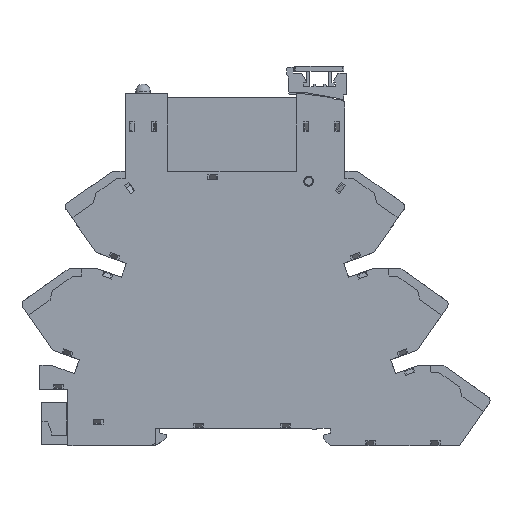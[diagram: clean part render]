
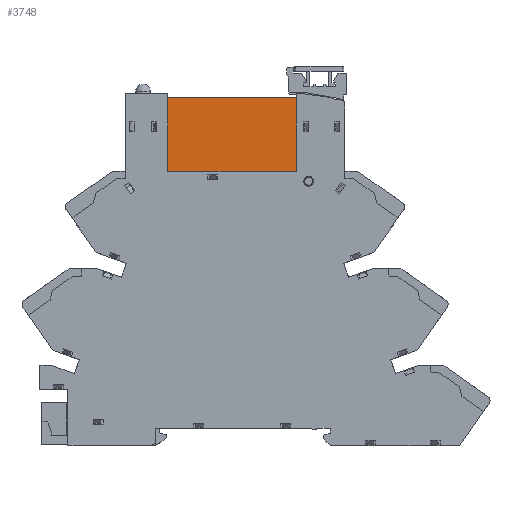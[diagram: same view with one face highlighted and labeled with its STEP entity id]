
A CAD part, top view. The second image highlights one B-rep face of the part: STEP entity #3748.
In plain terms, the highlighted planar face has unit normal (0, 0, 1).
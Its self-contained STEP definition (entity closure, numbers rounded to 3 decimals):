
#279 = DIRECTION ( 'NONE',  ( -1., 0., 0. ) ) ;
#3136 = DIRECTION ( 'NONE',  ( 0., 0., 1. ) ) ;
#3748 = ADVANCED_FACE ( 'NONE', ( #25173 ), #25913, .T. ) ;
#3799 = DIRECTION ( 'NONE',  ( 0., 1., 0. ) ) ;
#3844 = LINE ( 'NONE', #64888, #70921 ) ;
#4094 = AXIS2_PLACEMENT_3D ( 'NONE', #9366, #3136, #65994 ) ;
#4133 = VERTEX_POINT ( 'NONE', #8206 ) ;
#5219 = EDGE_CURVE ( 'NONE', #40326, #65080, #38557, .T. ) ;
#8206 = CARTESIAN_POINT ( 'NONE',  ( -120.24, -36.651, 4.6 ) ) ;
#9366 = CARTESIAN_POINT ( 'NONE',  ( -134.24, -44.151, 4.6 ) ) ;
#10927 = CARTESIAN_POINT ( 'NONE',  ( -134.24, -36.651, 4.6 ) ) ;
#12000 = DIRECTION ( 'NONE',  ( 1., 0., 0. ) ) ;
#13543 = CARTESIAN_POINT ( 'NONE',  ( -120.24, -51.651, 4.6 ) ) ;
#13766 = VECTOR ( 'NONE', #3799, 1000. ) ;
#14433 = CARTESIAN_POINT ( 'NONE',  ( -148.24, -44.151, 4.6 ) ) ;
#17380 = ORIENTED_EDGE ( 'NONE', *, *, #43180, .F. ) ;
#19944 = LINE ( 'NONE', #14433, #13766 ) ;
#24147 = VECTOR ( 'NONE', #279, 1000. ) ;
#25173 = FACE_OUTER_BOUND ( 'NONE', #69669, .T. ) ;
#25913 = PLANE ( 'NONE',  #4094 ) ;
#27829 = VERTEX_POINT ( 'NONE', #52821 ) ;
#30686 = DIRECTION ( 'NONE',  ( 0., -1., 0. ) ) ;
#31627 = ORIENTED_EDGE ( 'NONE', *, *, #31852, .F. ) ;
#31852 = EDGE_CURVE ( 'NONE', #4133, #40326, #3844, .T. ) ;
#36158 = EDGE_CURVE ( 'NONE', #27829, #4133, #43359, .T. ) ;
#38557 = LINE ( 'NONE', #72322, #24147 ) ;
#40326 = VERTEX_POINT ( 'NONE', #13543 ) ;
#43180 = EDGE_CURVE ( 'NONE', #65080, #27829, #19944, .T. ) ;
#43359 = LINE ( 'NONE', #10927, #44308 ) ;
#44308 = VECTOR ( 'NONE', #12000, 1000. ) ;
#52301 = ORIENTED_EDGE ( 'NONE', *, *, #36158, .F. ) ;
#52821 = CARTESIAN_POINT ( 'NONE',  ( -148.24, -36.651, 4.6 ) ) ;
#63439 = ORIENTED_EDGE ( 'NONE', *, *, #5219, .F. ) ;
#64634 = CARTESIAN_POINT ( 'NONE',  ( -148.24, -51.651, 4.6 ) ) ;
#64888 = CARTESIAN_POINT ( 'NONE',  ( -120.24, -44.151, 4.6 ) ) ;
#65080 = VERTEX_POINT ( 'NONE', #64634 ) ;
#65994 = DIRECTION ( 'NONE',  ( 0., 1., 0. ) ) ;
#69669 = EDGE_LOOP ( 'NONE', ( #31627, #52301, #17380, #63439 ) ) ;
#70921 = VECTOR ( 'NONE', #30686, 1000. ) ;
#72322 = CARTESIAN_POINT ( 'NONE',  ( -134.24, -51.651, 4.6 ) ) ;
